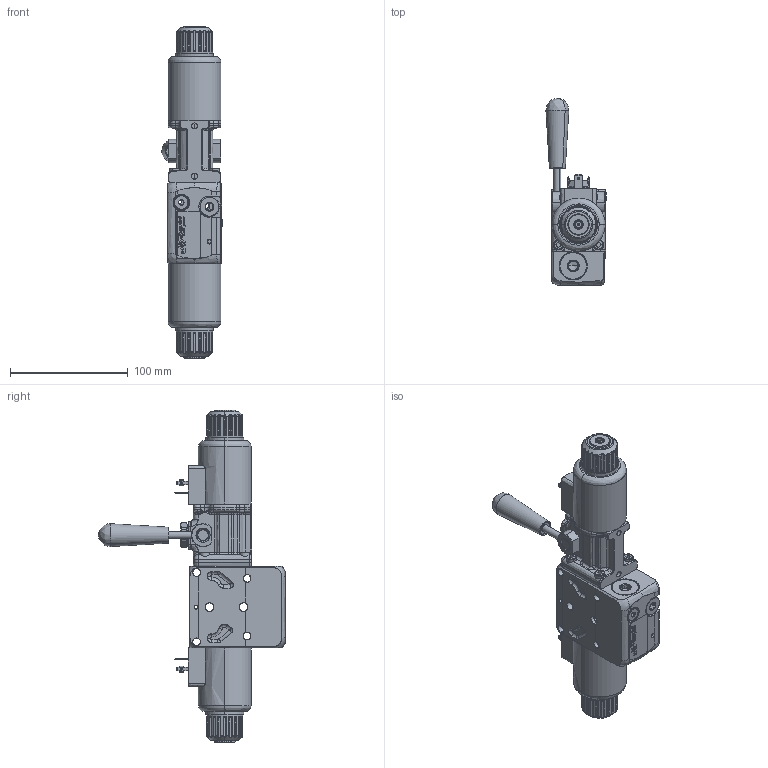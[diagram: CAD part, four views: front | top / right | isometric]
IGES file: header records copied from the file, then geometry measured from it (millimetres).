
Start section: SolidWorks IGES file using analytic representation for surfaces
Global section: file name: CDH3AE--C----LF1.igs; native system: SolidWorks 2014; preprocessor: SolidWorks 2014; author: serviziopdm; date: 161212.115119; units: millimetre
Bounding box: 51.23 x 159.2 x 282.5 mm (x, y, z)
Surface area: 90994 mm2 (no closed solid volume)
Topology: 0 solids, 0 shells, 1594 faces, 20675 edges, 20641 vertices
Faces by surface type: bspline 868, revolution 726
